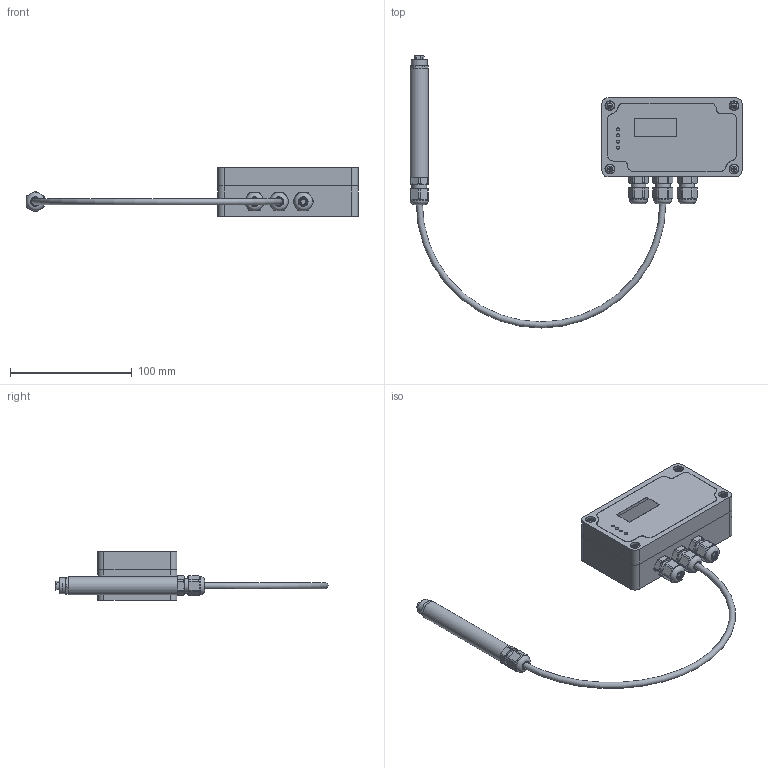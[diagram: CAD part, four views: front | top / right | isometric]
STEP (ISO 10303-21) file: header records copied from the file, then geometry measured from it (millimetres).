
FILE_DESCRIPTION(/* description */ (''),/* implementation_level */ '2;1');
FILE_NAME(/* name */ 'Mi-xxxCXxx.step',/* time_stamp */ '2021-07-20T10:27:22+02:00',/* author */ (''),/* organization */ (''),/* preprocessor_version */ 'ST-DEVELOPER v18.1',/* originating_system */ 'Autodesk Translation Framework v10.9.0.1377',/* authorisation */ '');
FILE_SCHEMA (('AUTOMOTIVE_DESIGN { 1 0 10303 214 3 1 1 }'));
Length unit declared in the file: millimetre
Products named in the file (6): Mi-xxxCXxx; sruba_M4; Tuleja+przewod_Cx; E2-xx; M12_dlawnica; Przewod
Assembly tree (11 placements, depth 3):
  Mi-xxxCXxx
    M12_dlawnica  x3
    sruba_M4  x4
    Tuleja+przewod_Cx
      E2-xx
      M12_dlawnica
      Przewod
Bounding box: 272.58 x 223.32 x 40 mm (x, y, z)
Volume: 102765.2 mm3; surface area: 86475.4 mm2
Topology: 14 solids, 14 shells, 516 faces, 1223 edges, 790 vertices
Faces by surface type: plane 247, cylinder 180, cone 64, torus 25
Full cylindrical faces by diameter (mm): 1.2 x7, 2.5 x4, 4 x16, 5 x2, 5.5 x4, 6.5 x4, 8 x8, 9.957 x4, 10 x3, 11 x1, 12 x10, 13 x1, 15 x5
Entity records: 8636 total; most frequent: DIRECTION 1532, CARTESIAN_POINT 1494, ORIENTED_EDGE 1372, EDGE_CURVE 686, AXIS2_PLACEMENT_3D 573, VERTEX_POINT 451, LINE 386, VECTOR 386
